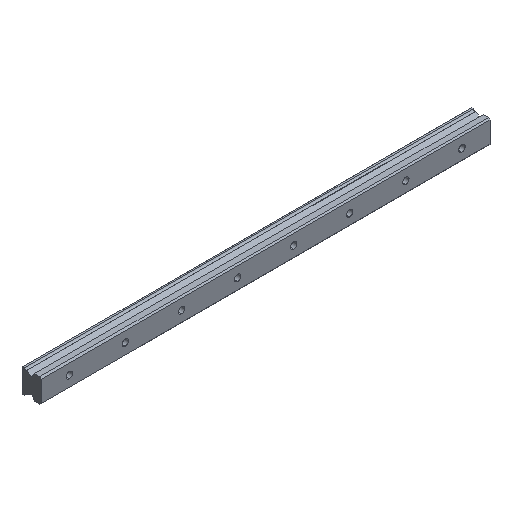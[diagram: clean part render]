
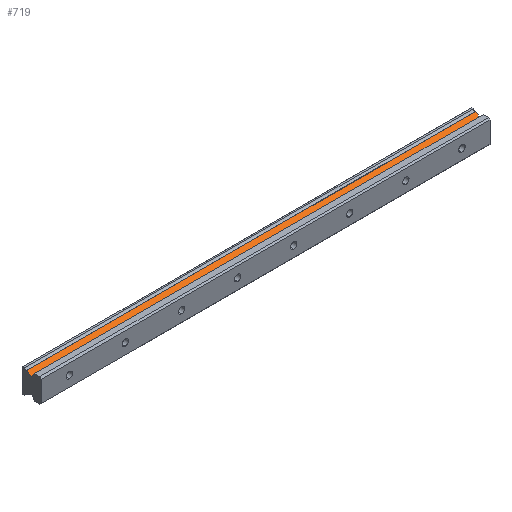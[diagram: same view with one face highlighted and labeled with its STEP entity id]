
A CAD part, isometric view. The second image highlights one B-rep face of the part: STEP entity #719.
In plain terms, the highlighted planar face has unit normal (0, -0.499, 0.867).
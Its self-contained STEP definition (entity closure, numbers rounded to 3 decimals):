
#69 = CARTESIAN_POINT ( 'NONE',  ( 600., 21.02, 15.006 ) ) ;
#74 = CARTESIAN_POINT ( 'NONE',  ( -40., 21.02, 15.006 ) ) ;
#152 = AXIS2_PLACEMENT_3D ( 'NONE', #69, #228, #923 ) ;
#228 = DIRECTION ( 'NONE',  ( 0., 0.499, -0.867 ) ) ;
#281 = VECTOR ( 'NONE', #519, 1000. ) ;
#282 = LINE ( 'NONE', #1759, #336 ) ;
#295 = DIRECTION ( 'NONE',  ( 0., -0.867, -0.499 ) ) ;
#304 = CARTESIAN_POINT ( 'NONE',  ( -40., 21.02, 15.006 ) ) ;
#336 = VECTOR ( 'NONE', #1409, 1000. ) ;
#400 = VERTEX_POINT ( 'NONE', #74 ) ;
#402 = PLANE ( 'NONE',  #152 ) ;
#419 = VERTEX_POINT ( 'NONE', #778 ) ;
#456 = CARTESIAN_POINT ( 'NONE',  ( 600., 21.02, 15.006 ) ) ;
#519 = DIRECTION ( 'NONE',  ( -1., 0., 0. ) ) ;
#719 = ADVANCED_FACE ( 'NONE', ( #1731 ), #402, .F. ) ;
#778 = CARTESIAN_POINT ( 'NONE',  ( -40., 14.475, 11.24 ) ) ;
#791 = VECTOR ( 'NONE', #295, 1000. ) ;
#858 = VERTEX_POINT ( 'NONE', #1473 ) ;
#872 = EDGE_CURVE ( 'NONE', #400, #419, #1463, .T. ) ;
#923 = DIRECTION ( 'NONE',  ( 0., 0.867, 0.499 ) ) ;
#957 = CARTESIAN_POINT ( 'NONE',  ( 600., 14.475, 11.24 ) ) ;
#1149 = EDGE_LOOP ( 'NONE', ( #1458, #2085, #1645, #1866 ) ) ;
#1164 = CARTESIAN_POINT ( 'NONE',  ( 600., 14.475, 11.24 ) ) ;
#1192 = VECTOR ( 'NONE', #2121, 1000. ) ;
#1270 = EDGE_CURVE ( 'NONE', #858, #2105, #1942, .T. ) ;
#1322 = EDGE_CURVE ( 'NONE', #2105, #419, #1814, .T. ) ;
#1409 = DIRECTION ( 'NONE',  ( 1., 0., 0. ) ) ;
#1458 = ORIENTED_EDGE ( 'NONE', *, *, #1322, .F. ) ;
#1463 = LINE ( 'NONE', #304, #1192 ) ;
#1473 = CARTESIAN_POINT ( 'NONE',  ( 600., 21.02, 15.006 ) ) ;
#1645 = ORIENTED_EDGE ( 'NONE', *, *, #1970, .F. ) ;
#1731 = FACE_OUTER_BOUND ( 'NONE', #1149, .T. ) ;
#1759 = CARTESIAN_POINT ( 'NONE',  ( 600., 21.02, 15.006 ) ) ;
#1814 = LINE ( 'NONE', #1164, #281 ) ;
#1866 = ORIENTED_EDGE ( 'NONE', *, *, #872, .T. ) ;
#1942 = LINE ( 'NONE', #456, #791 ) ;
#1970 = EDGE_CURVE ( 'NONE', #400, #858, #282, .T. ) ;
#2085 = ORIENTED_EDGE ( 'NONE', *, *, #1270, .F. ) ;
#2105 = VERTEX_POINT ( 'NONE', #957 ) ;
#2121 = DIRECTION ( 'NONE',  ( 0., -0.867, -0.499 ) ) ;
